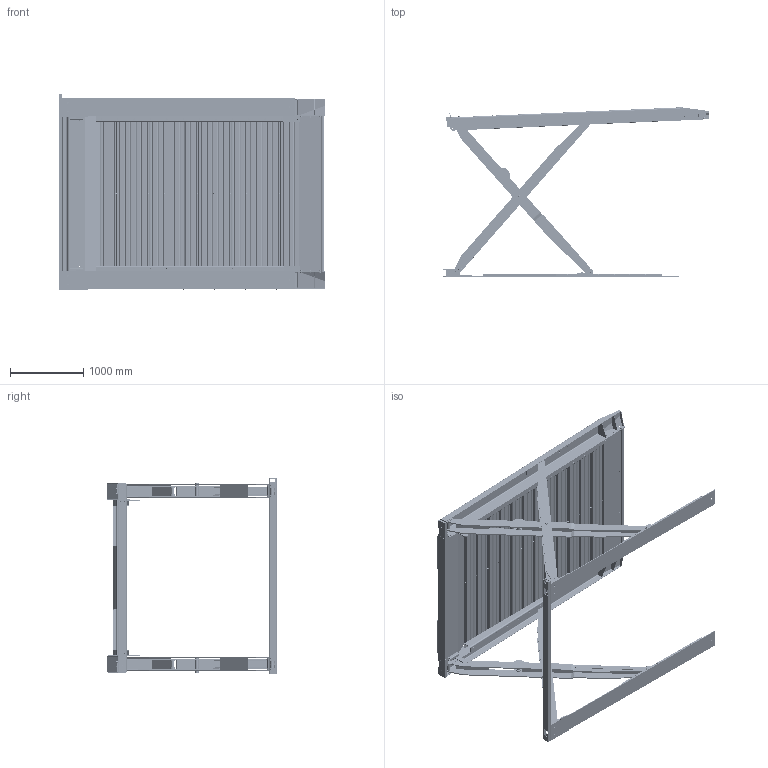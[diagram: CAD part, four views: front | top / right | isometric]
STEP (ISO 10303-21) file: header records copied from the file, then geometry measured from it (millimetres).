
FILE_DESCRIPTION (( 'STEP AP214' ), '1' );
FILE_NAME ('A6S-OPT3.STEP', '2021-03-16T14:46:24', ( '' ), ( '' ), 'SwSTEP 2.0', 'SolidWorks 2016', '' );
FILE_SCHEMA (( 'AUTOMOTIVE_DESIGN' ));
Length unit declared in the file: millimetre
Products named in the file (118): 5736967; 5721024; 5746427; 5215853; 5700148; 5766097; 5530324; 5700244; 5746387; 5736960; 5620413; 5530776_SHCS M8x1.25x20mm; 5737056; 5601199; 5745008; 5766344; 5746413; 5535012_M12 x 1.75; 5215461; 5700143; 5545341_WASHER M10 x O20 FLAT; 5716035; 5766336; 5746412; 5735572; A6S-OPT3; 5737057; 5700142; 5601080; 5601078; 5735573; 5736966; 5215463; 5565045; 5535001_NUT, M8 x 1.25 NL; 5601076; 5736964; 5215496; 5700194; 5700975 ...
Assembly tree (501 placements, depth 6):
  A6S-OPT3
    5766336
    5215856
      5215496
        5601199
          5620411
            5736851
            5736956  x2
            5736964  x5
            5736959  x2
          5620609
            5736957
            5736958  x2
            5721024  x2
            5737127
        5716033  x2
        5530315_92010A540  x14
        5545341_WASHER M10 x O20 FLAT  x14
        5535001_NUT, M8 x 1.25 NL  x14
      5215461
        5601078
          5735569
          5736976
          5736843
          5746383  x2
          5746386
          5565043  x2
          5746387
          5565044  x2
          5700148
          5700149
        5746404  x2
        5565046_Defalt  x2
        5746406
        5601077
          5755143
          5736965
          5736964
          5736963
          5745008
        5746415  x2
        5540023  x2
        5746427  x2
        5530278_5530XX1  x2
      5215854
        5601395
          5746417
          5737137_+100  x2
          5746407  x2
          5565045  x2
          5746419
          5700185
          5700194
        5755144
        5746404  x2
        5565046_Defalt  x2
        5540023  x2
        5746402
        5746403  x2
        5530108  x2
Bounding box: 3641.07 x 2310.9 x 2672 mm (x, y, z)
Volume: 163337297 mm3; surface area: 56877916.8 mm2
Topology: 640 solids, 646 shells, 11184 faces, 26562 edges, 16514 vertices
Faces by surface type: plane 4615, cylinder 3252, cone 2884, sphere 232, torus 124, bspline 77
Entity records: 78450 total; most frequent: CARTESIAN_POINT 17909, DIRECTION 11512, ORIENTED_EDGE 10026, EDGE_CURVE 5013, AXIS2_PLACEMENT_3D 4373, VERTEX_POINT 3226, LINE 2766, VECTOR 2766
